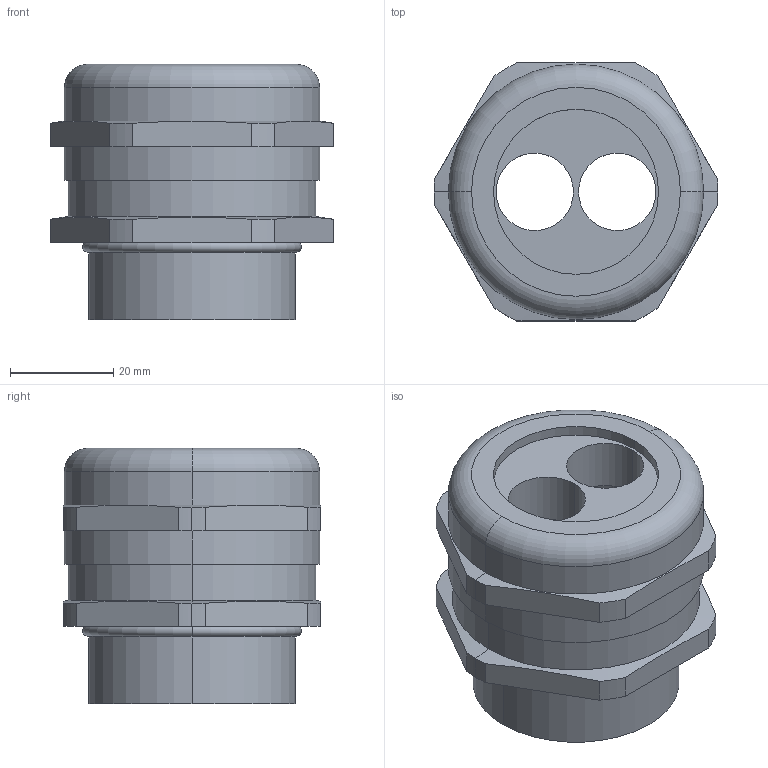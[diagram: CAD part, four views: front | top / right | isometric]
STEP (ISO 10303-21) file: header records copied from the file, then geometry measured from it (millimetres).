
FILE_DESCRIPTION((''),'2;1');
FILE_NAME('3D_1021090201001_WNAM-M40__2X15','2017-09-18T',('ch.chen'),(''),'PRO/ENGINEER BY PARAMETRIC TECHNOLOGY CORPORATION, 2012480','PRO/ENGINEER BY PARAMETRIC TECHNOLOGY CORPORATION, 2012480','');
FILE_SCHEMA(('AUTOMOTIVE_DESIGN { 1 0 10303 214 1 1 1 1 }'));
Length unit declared in the file: millimetre
Products named in the file (1): 3D_1021090201001_WNAM-M40__2X15
Bounding box: 55 x 50 x 49.5 mm (x, y, z)
Volume: 50837.7 mm3; surface area: 16180.6 mm2
Topology: 1 solids, 1 shells, 57 faces, 144 edges, 94 vertices
Faces by surface type: cylinder 30, plane 19, cone 4, torus 4
Entity records: 1886 total; most frequent: CARTESIAN_POINT 398, DIRECTION 320, ORIENTED_EDGE 288, EDGE_CURVE 144, AXIS2_PLACEMENT_3D 131, VERTEX_POINT 94, CIRCLE 74, EDGE_LOOP 66
